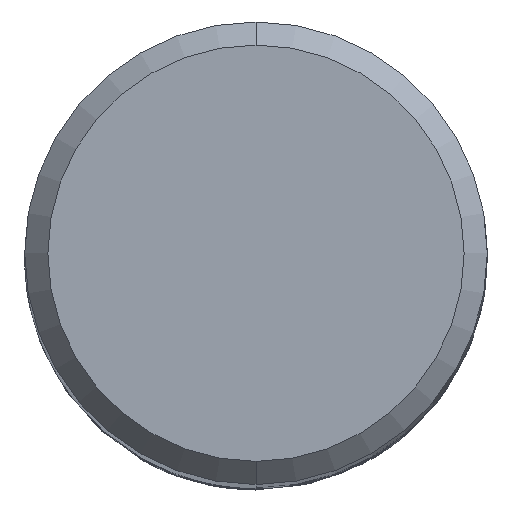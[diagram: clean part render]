
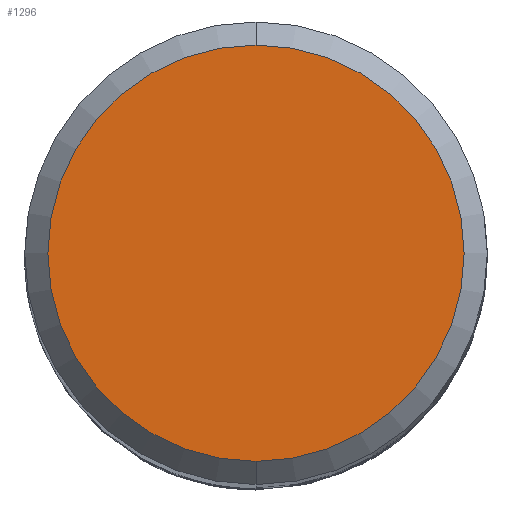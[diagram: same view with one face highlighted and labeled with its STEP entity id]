
A CAD part, top view. The second image highlights one B-rep face of the part: STEP entity #1296.
In plain terms, the highlighted planar face has unit normal (0, 0, 1).
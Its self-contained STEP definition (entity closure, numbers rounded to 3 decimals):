
#936=VERTEX_POINT('',#2111);
#1296=ADVANCED_FACE('',(#2508),#2509,.T.);
#1332=EDGE_CURVE('',#936,#1434,#2546,.T.);
#1434=VERTEX_POINT('',#2659);
#1614=EDGE_CURVE('',#1434,#936,#2860,.T.);
#2111=CARTESIAN_POINT('',(0.,-5.4,0.0));
#2508=FACE_OUTER_BOUND('',#10983,.T.);
#2509=PLANE('',#10984);
#2546=CIRCLE('',#11113,5.4);
#2659=CARTESIAN_POINT('',(0.0,5.4,0.0));
#2860=CIRCLE('',#14034,5.4);
#10983=EDGE_LOOP('',(#15698,#15699));
#10984=AXIS2_PLACEMENT_3D('',#15700,#15701,#15702);
#11113=AXIS2_PLACEMENT_3D('',#15733,#15734,#15735);
#14034=AXIS2_PLACEMENT_3D('',#16109,#16110,#16111);
#15698=ORIENTED_EDGE('',*,*,#1614,.F.);
#15699=ORIENTED_EDGE('',*,*,#1332,.F.);
#15700=CARTESIAN_POINT('',(0.0,2.7,0.0));
#15701=DIRECTION('',(-0.0,0.0,1.0));
#15702=DIRECTION('',(0.0,-1.0,0.0));
#15733=CARTESIAN_POINT('',(0.0,0.0,0.0));
#15734=DIRECTION('',(0.0,0.0,-1.0));
#15735=DIRECTION('',(0.0,1.0,0.0));
#16109=CARTESIAN_POINT('',(0.0,0.0,0.0));
#16110=DIRECTION('',(0.0,0.0,-1.0));
#16111=DIRECTION('',(0.0,1.0,0.0));
